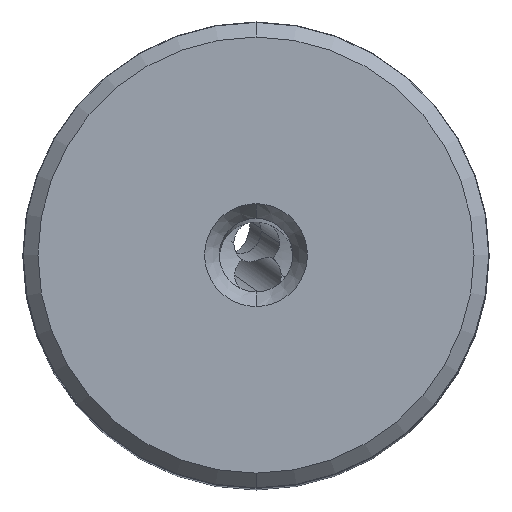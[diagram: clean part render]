
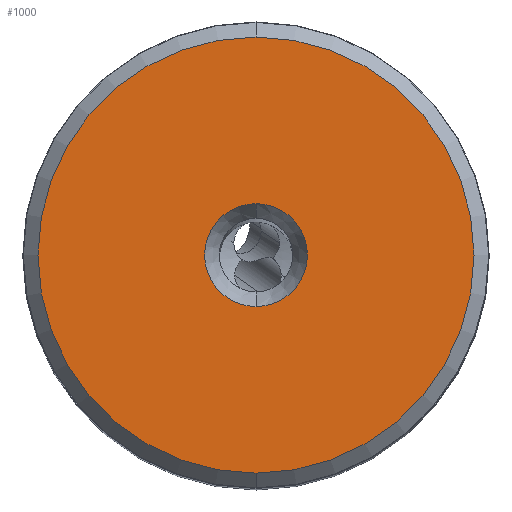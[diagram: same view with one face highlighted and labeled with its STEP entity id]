
A CAD part, top view. The second image highlights one B-rep face of the part: STEP entity #1000.
In plain terms, the highlighted planar face has unit normal (0, 0, 1).
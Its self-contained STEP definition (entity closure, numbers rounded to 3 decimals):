
#1000=ADVANCED_FACE('',(#1289,#1290),#1224,.T.);
#1224=PLANE('',#4251);
#1289=FACE_BOUND('',#1309,.T.);
#1290=FACE_BOUND('',#1310,.T.);
#1309=EDGE_LOOP('',(#1543,#1544));
#1310=EDGE_LOOP('',(#1545,#1546));
#1543=ORIENTED_EDGE('',*,*,#3253,.T.);
#1544=ORIENTED_EDGE('',*,*,#3254,.T.);
#1545=ORIENTED_EDGE('',*,*,#3255,.T.);
#1546=ORIENTED_EDGE('',*,*,#3256,.T.);
#2827=VERTEX_POINT('',#5959);
#2828=VERTEX_POINT('',#5960);
#2829=VERTEX_POINT('',#5963);
#2830=VERTEX_POINT('',#5964);
#3253=EDGE_CURVE('',#2827,#2828,#3895,.T.);
#3254=EDGE_CURVE('',#2828,#2827,#3896,.T.);
#3255=EDGE_CURVE('',#2829,#2830,#3897,.T.);
#3256=EDGE_CURVE('',#2830,#2829,#3898,.T.);
#3895=CIRCLE('',#4247,14.84);
#3896=CIRCLE('',#4248,14.84);
#3897=CIRCLE('',#4249,3.5);
#3898=CIRCLE('',#4250,3.5);
#4247=AXIS2_PLACEMENT_3D('',#5958,#4766,#4767);
#4248=AXIS2_PLACEMENT_3D('',#5961,#4768,#4769);
#4249=AXIS2_PLACEMENT_3D('',#5962,#4770,#4771);
#4250=AXIS2_PLACEMENT_3D('',#5965,#4772,#4773);
#4251=AXIS2_PLACEMENT_3D('',#5966,#4774,#4775);
#4766=DIRECTION('',(0.,0.,1.));
#4767=DIRECTION('',(0.,-1.,0.));
#4768=DIRECTION('',(0.,0.,1.));
#4769=DIRECTION('',(0.,1.,0.));
#4770=DIRECTION('',(0.,0.,-1.));
#4771=DIRECTION('',(0.,-1.,0.));
#4772=DIRECTION('',(0.,0.,-1.));
#4773=DIRECTION('',(0.,1.,0.));
#4774=DIRECTION('',(0.,0.,1.));
#4775=DIRECTION('',(0.,-1.,0.));
#5958=CARTESIAN_POINT('',(0.,0.,0.));
#5959=CARTESIAN_POINT('',(0.,-14.84,0.));
#5960=CARTESIAN_POINT('',(0.,14.84,0.));
#5961=CARTESIAN_POINT('',(0.,0.,0.));
#5962=CARTESIAN_POINT('',(0.,0.,0.));
#5963=CARTESIAN_POINT('',(0.,-3.5,0.));
#5964=CARTESIAN_POINT('',(0.,3.5,0.));
#5965=CARTESIAN_POINT('',(0.,0.,0.));
#5966=CARTESIAN_POINT('',(0.,0.,0.));
